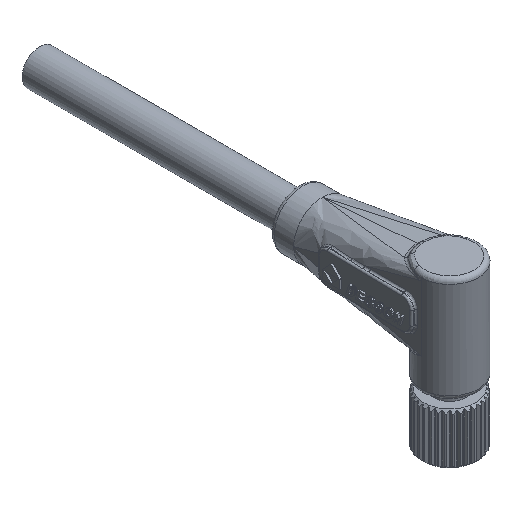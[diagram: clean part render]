
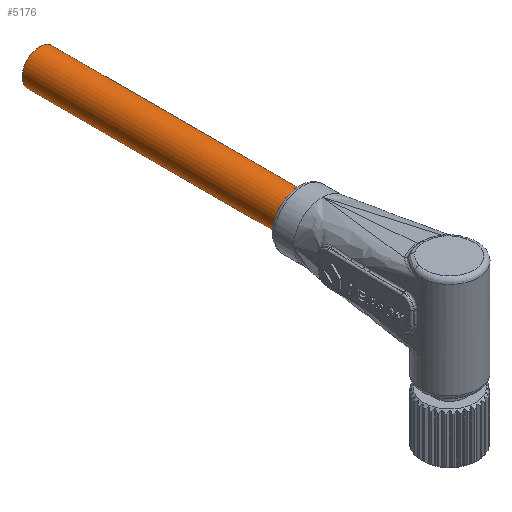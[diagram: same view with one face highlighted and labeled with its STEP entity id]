
A CAD part, isometric view. The second image highlights one B-rep face of the part: STEP entity #5176.
In plain terms, the highlighted cylindrical face has radius 2 mm (diameter 4 mm), a full revolution.
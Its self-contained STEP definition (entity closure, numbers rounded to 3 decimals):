
#4949=FACE_BOUND('',#7146,.T.);
#4950=FACE_BOUND('',#7147,.T.);
#5176=ADVANCED_FACE('',(#4949,#4950),#5985,.T.);
#5985=CYLINDRICAL_SURFACE('',#18188,2.);
#7146=EDGE_LOOP('',(#9379));
#7147=EDGE_LOOP('',(#9380));
#8014=CIRCLE('',#18171,2.);
#8015=CIRCLE('',#18187,2.);
#9379=ORIENTED_EDGE('',*,*,#15930,.F.);
#9380=ORIENTED_EDGE('',*,*,#15457,.F.);
#13640=VERTEX_POINT('',#24977);
#14113=VERTEX_POINT('',#25938);
#15457=EDGE_CURVE('',#13640,#13640,#8014,.T.);
#15930=EDGE_CURVE('',#14113,#14113,#8015,.T.);
#18171=AXIS2_PLACEMENT_3D('',#24976,#19770,#19771);
#18187=AXIS2_PLACEMENT_3D('',#25937,#20274,#20275);
#18188=AXIS2_PLACEMENT_3D('',#25939,#20276,#20277);
#19770=DIRECTION('',(0.,1.,0.));
#19771=DIRECTION('',(0.,0.,1.));
#20274=DIRECTION('',(0.,-1.,0.));
#20275=DIRECTION('',(0.,0.,-1.));
#20276=DIRECTION('',(0.,-1.,0.));
#20277=DIRECTION('',(0.,0.,1.));
#24976=CARTESIAN_POINT('',(0.,46.75,14.1));
#24977=CARTESIAN_POINT('',(0.,46.75,16.1));
#25937=CARTESIAN_POINT('',(0.,17.25,14.1));
#25938=CARTESIAN_POINT('',(0.,17.25,12.1));
#25939=CARTESIAN_POINT('',(0.,64.25,14.1));
